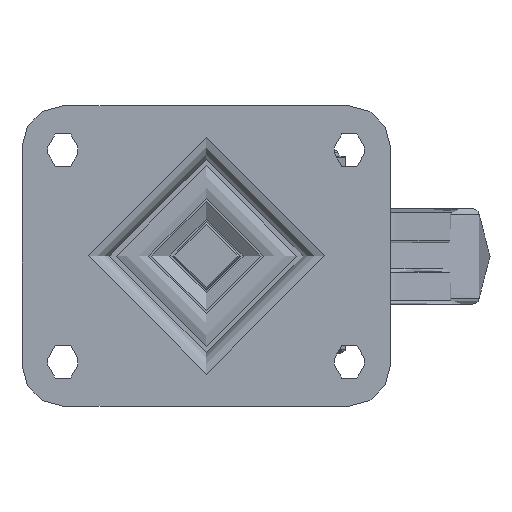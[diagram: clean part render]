
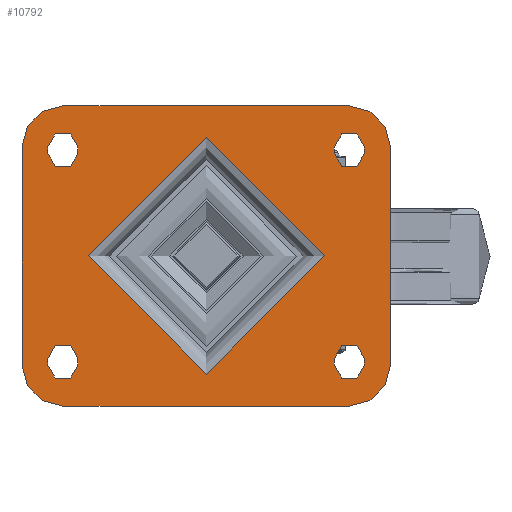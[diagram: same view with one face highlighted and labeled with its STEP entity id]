
A CAD part, top view. The second image highlights one B-rep face of the part: STEP entity #10792.
In plain terms, the highlighted planar face has unit normal (0, 0, 1).
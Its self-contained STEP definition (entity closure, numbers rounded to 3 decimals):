
#676=FACE_BOUND('',#1812,.T.);
#677=FACE_BOUND('',#1813,.T.);
#678=FACE_BOUND('',#1814,.T.);
#679=FACE_BOUND('',#1815,.T.);
#680=FACE_BOUND('',#1816,.T.);
#751=PLANE('',#11653);
#1162=FACE_OUTER_BOUND('',#1811,.T.);
#1811=EDGE_LOOP('',(#7501,#7502,#7503,#7504,#7505,#7506,#7507,#7508));
#1812=EDGE_LOOP('',(#7509,#7510,#7511,#7512));
#1813=EDGE_LOOP('',(#7513,#7514,#7515,#7516));
#1814=EDGE_LOOP('',(#7517,#7518,#7519,#7520));
#1815=EDGE_LOOP('',(#7521,#7522,#7523,#7524));
#1816=EDGE_LOOP('',(#7525));
#2540=LINE('',#15508,#3459);
#2541=LINE('',#15512,#3460);
#2542=LINE('',#15516,#3461);
#2543=LINE('',#15519,#3462);
#2544=LINE('',#15522,#3463);
#2545=LINE('',#15526,#3464);
#2546=LINE('',#15530,#3465);
#2547=LINE('',#15534,#3466);
#2548=LINE('',#15538,#3467);
#2549=LINE('',#15542,#3468);
#2550=LINE('',#15546,#3469);
#2551=LINE('',#15550,#3470);
#3459=VECTOR('',#12724,1000.);
#3460=VECTOR('',#12727,1000.);
#3461=VECTOR('',#12730,1000.);
#3462=VECTOR('',#12733,1000.);
#3463=VECTOR('',#12734,1000.);
#3464=VECTOR('',#12737,1000.);
#3465=VECTOR('',#12740,1000.);
#3466=VECTOR('',#12743,1000.);
#3467=VECTOR('',#12746,1000.);
#3468=VECTOR('',#12749,1000.);
#3469=VECTOR('',#12752,1000.);
#3470=VECTOR('',#12755,1000.);
#4379=CIRCLE('',#11622,43.246);
#4402=CIRCLE('',#11654,15.);
#4403=CIRCLE('',#11655,15.);
#4404=CIRCLE('',#11656,15.);
#4405=CIRCLE('',#11657,15.);
#4406=CIRCLE('',#11658,5.5);
#4407=CIRCLE('',#11659,5.5);
#4408=CIRCLE('',#11660,5.5);
#4409=CIRCLE('',#11661,5.5);
#4410=CIRCLE('',#11662,5.5);
#4411=CIRCLE('',#11663,5.5);
#4412=CIRCLE('',#11664,5.5);
#4413=CIRCLE('',#11665,5.5);
#4745=VERTEX_POINT('',#15425);
#4777=VERTEX_POINT('',#15504);
#4778=VERTEX_POINT('',#15505);
#4779=VERTEX_POINT('',#15507);
#4780=VERTEX_POINT('',#15509);
#4781=VERTEX_POINT('',#15511);
#4782=VERTEX_POINT('',#15513);
#4783=VERTEX_POINT('',#15515);
#4784=VERTEX_POINT('',#15517);
#4785=VERTEX_POINT('',#15520);
#4786=VERTEX_POINT('',#15521);
#4787=VERTEX_POINT('',#15523);
#4788=VERTEX_POINT('',#15525);
#4789=VERTEX_POINT('',#15528);
#4790=VERTEX_POINT('',#15529);
#4791=VERTEX_POINT('',#15531);
#4792=VERTEX_POINT('',#15533);
#4793=VERTEX_POINT('',#15536);
#4794=VERTEX_POINT('',#15537);
#4795=VERTEX_POINT('',#15539);
#4796=VERTEX_POINT('',#15541);
#4797=VERTEX_POINT('',#15544);
#4798=VERTEX_POINT('',#15545);
#4799=VERTEX_POINT('',#15547);
#4800=VERTEX_POINT('',#15549);
#5804=EDGE_CURVE('',#4745,#4745,#4379,.T.);
#5841=EDGE_CURVE('',#4777,#4778,#4402,.T.);
#5842=EDGE_CURVE('',#4779,#4778,#2540,.T.);
#5843=EDGE_CURVE('',#4780,#4779,#4403,.T.);
#5844=EDGE_CURVE('',#4781,#4780,#2541,.T.);
#5845=EDGE_CURVE('',#4782,#4781,#4404,.T.);
#5846=EDGE_CURVE('',#4783,#4782,#2542,.T.);
#5847=EDGE_CURVE('',#4783,#4784,#4405,.T.);
#5848=EDGE_CURVE('',#4777,#4784,#2543,.T.);
#5849=EDGE_CURVE('',#4785,#4786,#2544,.T.);
#5850=EDGE_CURVE('',#4786,#4787,#4406,.T.);
#5851=EDGE_CURVE('',#4787,#4788,#2545,.T.);
#5852=EDGE_CURVE('',#4788,#4785,#4407,.T.);
#5853=EDGE_CURVE('',#4789,#4790,#2546,.T.);
#5854=EDGE_CURVE('',#4790,#4791,#4408,.T.);
#5855=EDGE_CURVE('',#4791,#4792,#2547,.T.);
#5856=EDGE_CURVE('',#4792,#4789,#4409,.T.);
#5857=EDGE_CURVE('',#4793,#4794,#2548,.T.);
#5858=EDGE_CURVE('',#4794,#4795,#4410,.T.);
#5859=EDGE_CURVE('',#4795,#4796,#2549,.T.);
#5860=EDGE_CURVE('',#4796,#4793,#4411,.T.);
#5861=EDGE_CURVE('',#4797,#4798,#2550,.T.);
#5862=EDGE_CURVE('',#4798,#4799,#4412,.T.);
#5863=EDGE_CURVE('',#4799,#4800,#2551,.T.);
#5864=EDGE_CURVE('',#4800,#4797,#4413,.T.);
#7501=ORIENTED_EDGE('',*,*,#5841,.T.);
#7502=ORIENTED_EDGE('',*,*,#5842,.F.);
#7503=ORIENTED_EDGE('',*,*,#5843,.F.);
#7504=ORIENTED_EDGE('',*,*,#5844,.F.);
#7505=ORIENTED_EDGE('',*,*,#5845,.F.);
#7506=ORIENTED_EDGE('',*,*,#5846,.F.);
#7507=ORIENTED_EDGE('',*,*,#5847,.T.);
#7508=ORIENTED_EDGE('',*,*,#5848,.F.);
#7509=ORIENTED_EDGE('',*,*,#5849,.T.);
#7510=ORIENTED_EDGE('',*,*,#5850,.T.);
#7511=ORIENTED_EDGE('',*,*,#5851,.T.);
#7512=ORIENTED_EDGE('',*,*,#5852,.T.);
#7513=ORIENTED_EDGE('',*,*,#5853,.T.);
#7514=ORIENTED_EDGE('',*,*,#5854,.T.);
#7515=ORIENTED_EDGE('',*,*,#5855,.T.);
#7516=ORIENTED_EDGE('',*,*,#5856,.T.);
#7517=ORIENTED_EDGE('',*,*,#5857,.T.);
#7518=ORIENTED_EDGE('',*,*,#5858,.T.);
#7519=ORIENTED_EDGE('',*,*,#5859,.T.);
#7520=ORIENTED_EDGE('',*,*,#5860,.T.);
#7521=ORIENTED_EDGE('',*,*,#5861,.T.);
#7522=ORIENTED_EDGE('',*,*,#5862,.T.);
#7523=ORIENTED_EDGE('',*,*,#5863,.T.);
#7524=ORIENTED_EDGE('',*,*,#5864,.T.);
#7525=ORIENTED_EDGE('',*,*,#5804,.F.);
#10792=ADVANCED_FACE('',(#1162,#676,#677,#678,#679,#680),#751,.T.);
#11622=AXIS2_PLACEMENT_3D('',#15427,#12644,#12645);
#11653=AXIS2_PLACEMENT_3D('',#15503,#12720,#12721);
#11654=AXIS2_PLACEMENT_3D('',#15506,#12722,#12723);
#11655=AXIS2_PLACEMENT_3D('',#15510,#12725,#12726);
#11656=AXIS2_PLACEMENT_3D('',#15514,#12728,#12729);
#11657=AXIS2_PLACEMENT_3D('',#15518,#12731,#12732);
#11658=AXIS2_PLACEMENT_3D('',#15524,#12735,#12736);
#11659=AXIS2_PLACEMENT_3D('',#15527,#12738,#12739);
#11660=AXIS2_PLACEMENT_3D('',#15532,#12741,#12742);
#11661=AXIS2_PLACEMENT_3D('',#15535,#12744,#12745);
#11662=AXIS2_PLACEMENT_3D('',#15540,#12747,#12748);
#11663=AXIS2_PLACEMENT_3D('',#15543,#12750,#12751);
#11664=AXIS2_PLACEMENT_3D('',#15548,#12753,#12754);
#11665=AXIS2_PLACEMENT_3D('',#15551,#12756,#12757);
#12644=DIRECTION('center_axis',(0.,0.,1.));
#12645=DIRECTION('ref_axis',(-1.,0.,0.));
#12720=DIRECTION('center_axis',(0.,0.,1.));
#12721=DIRECTION('ref_axis',(1.,0.,0.));
#12722=DIRECTION('center_axis',(0.,0.,1.));
#12723=DIRECTION('ref_axis',(-1.,0.,0.));
#12724=DIRECTION('',(-1.,0.,0.));
#12725=DIRECTION('center_axis',(0.,0.,-1.));
#12726=DIRECTION('ref_axis',(1.,0.,0.));
#12727=DIRECTION('',(0.,-1.,0.));
#12728=DIRECTION('center_axis',(0.,0.,-1.));
#12729=DIRECTION('ref_axis',(0.,1.,0.));
#12730=DIRECTION('',(1.,0.,0.));
#12731=DIRECTION('center_axis',(0.,0.,1.));
#12732=DIRECTION('ref_axis',(0.,1.,0.));
#12733=DIRECTION('',(0.,1.,0.));
#12734=DIRECTION('',(0.,-1.,0.));
#12735=DIRECTION('center_axis',(0.,0.,-1.));
#12736=DIRECTION('ref_axis',(1.,0.,0.));
#12737=DIRECTION('',(0.,1.,0.));
#12738=DIRECTION('center_axis',(0.,0.,-1.));
#12739=DIRECTION('ref_axis',(1.,0.,0.));
#12740=DIRECTION('',(0.,1.,0.));
#12741=DIRECTION('center_axis',(0.,0.,-1.));
#12742=DIRECTION('ref_axis',(1.,0.,0.));
#12743=DIRECTION('',(0.,-1.,0.));
#12744=DIRECTION('center_axis',(0.,0.,-1.));
#12745=DIRECTION('ref_axis',(1.,0.,0.));
#12746=DIRECTION('',(0.,-1.,0.));
#12747=DIRECTION('center_axis',(0.,0.,-1.));
#12748=DIRECTION('ref_axis',(-1.,0.,0.));
#12749=DIRECTION('',(0.,1.,0.));
#12750=DIRECTION('center_axis',(0.,0.,-1.));
#12751=DIRECTION('ref_axis',(-1.,0.,0.));
#12752=DIRECTION('',(0.,1.,0.));
#12753=DIRECTION('center_axis',(0.,0.,-1.));
#12754=DIRECTION('ref_axis',(-1.,0.,0.));
#12755=DIRECTION('',(0.,-1.,0.));
#12756=DIRECTION('center_axis',(0.,0.,-1.));
#12757=DIRECTION('ref_axis',(-1.,0.,0.));
#15425=CARTESIAN_POINT('',(43.246,0.,0.));
#15427=CARTESIAN_POINT('Origin',(0.,0.,0.));
#15503=CARTESIAN_POINT('Origin',(0.,0.,0.));
#15504=CARTESIAN_POINT('',(-67.5,-40.,0.));
#15505=CARTESIAN_POINT('',(-52.5,-55.,0.));
#15506=CARTESIAN_POINT('Origin',(-52.5,-40.,0.));
#15507=CARTESIAN_POINT('',(52.5,-55.,0.));
#15508=CARTESIAN_POINT('',(52.5,-55.,0.));
#15509=CARTESIAN_POINT('',(67.5,-40.,0.));
#15510=CARTESIAN_POINT('Origin',(52.5,-40.,0.));
#15511=CARTESIAN_POINT('',(67.5,40.,0.));
#15512=CARTESIAN_POINT('',(67.5,40.,0.));
#15513=CARTESIAN_POINT('',(52.5,55.,0.));
#15514=CARTESIAN_POINT('Origin',(52.5,40.,0.));
#15515=CARTESIAN_POINT('',(-52.5,55.,0.));
#15516=CARTESIAN_POINT('',(-52.5,55.,0.));
#15517=CARTESIAN_POINT('',(-67.5,40.,0.));
#15518=CARTESIAN_POINT('Origin',(-52.5,40.,0.));
#15519=CARTESIAN_POINT('',(-67.5,-40.,0.));
#15520=CARTESIAN_POINT('',(-47.,40.,0.));
#15521=CARTESIAN_POINT('',(-47.,37.5,0.));
#15522=CARTESIAN_POINT('',(-47.,37.5,0.));
#15523=CARTESIAN_POINT('',(-58.,37.5,0.));
#15524=CARTESIAN_POINT('Origin',(-52.5,37.5,0.));
#15525=CARTESIAN_POINT('',(-58.,40.,0.));
#15526=CARTESIAN_POINT('',(-58.,37.5,0.));
#15527=CARTESIAN_POINT('Origin',(-52.5,40.,0.));
#15528=CARTESIAN_POINT('',(-58.,-40.,0.));
#15529=CARTESIAN_POINT('',(-58.,-37.5,0.));
#15530=CARTESIAN_POINT('',(-58.,-37.5,0.));
#15531=CARTESIAN_POINT('',(-47.,-37.5,0.));
#15532=CARTESIAN_POINT('Origin',(-52.5,-37.5,0.));
#15533=CARTESIAN_POINT('',(-47.,-40.,0.));
#15534=CARTESIAN_POINT('',(-47.,-37.5,0.));
#15535=CARTESIAN_POINT('Origin',(-52.5,-40.,0.));
#15536=CARTESIAN_POINT('',(58.,40.,0.));
#15537=CARTESIAN_POINT('',(58.,37.5,0.));
#15538=CARTESIAN_POINT('',(58.,37.5,0.));
#15539=CARTESIAN_POINT('',(47.,37.5,0.));
#15540=CARTESIAN_POINT('Origin',(52.5,37.5,0.));
#15541=CARTESIAN_POINT('',(47.,40.,0.));
#15542=CARTESIAN_POINT('',(47.,37.5,0.));
#15543=CARTESIAN_POINT('Origin',(52.5,40.,0.));
#15544=CARTESIAN_POINT('',(47.,-40.,0.));
#15545=CARTESIAN_POINT('',(47.,-37.5,0.));
#15546=CARTESIAN_POINT('',(47.,-37.5,0.));
#15547=CARTESIAN_POINT('',(58.,-37.5,0.));
#15548=CARTESIAN_POINT('Origin',(52.5,-37.5,0.));
#15549=CARTESIAN_POINT('',(58.,-40.,0.));
#15550=CARTESIAN_POINT('',(58.,-37.5,0.));
#15551=CARTESIAN_POINT('Origin',(52.5,-40.,0.));
